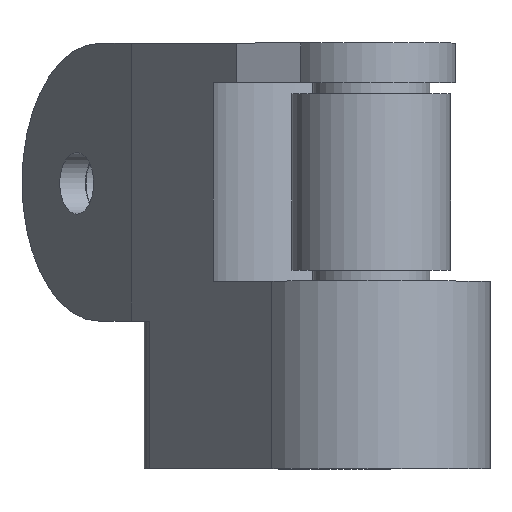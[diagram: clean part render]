
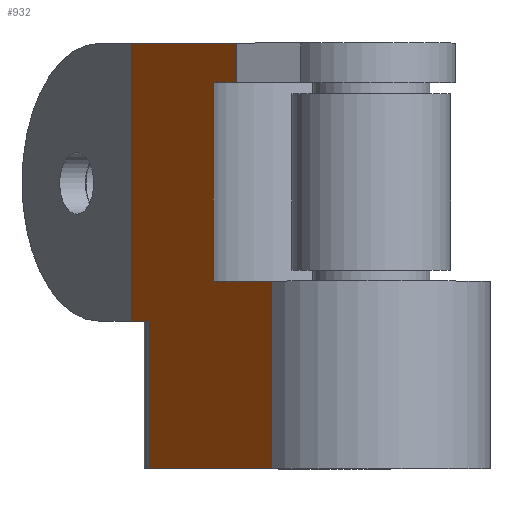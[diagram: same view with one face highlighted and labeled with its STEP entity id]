
A CAD part, top view. The second image highlights one B-rep face of the part: STEP entity #932.
In plain terms, the highlighted face is planar.
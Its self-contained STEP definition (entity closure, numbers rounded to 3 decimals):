
#83=PLANE('',#1059);
#122=FACE_OUTER_BOUND('',#185,.T.);
#185=EDGE_LOOP('',(#750,#751,#752,#753,#754,#755,#756,#757,#758,#759));
#232=LINE('',#1491,#312);
#243=LINE('',#1525,#323);
#253=LINE('',#1548,#333);
#258=LINE('',#1566,#338);
#260=LINE('',#1573,#340);
#261=LINE('',#1574,#341);
#262=LINE('',#1576,#342);
#263=LINE('',#1578,#343);
#264=LINE('',#1580,#344);
#265=LINE('',#1581,#345);
#312=VECTOR('',#1207,10.);
#323=VECTOR('',#1234,10.);
#333=VECTOR('',#1254,10.);
#338=VECTOR('',#1269,10.);
#340=VECTOR('',#1277,10.);
#341=VECTOR('',#1278,10.);
#342=VECTOR('',#1279,10.);
#343=VECTOR('',#1280,10.);
#344=VECTOR('',#1281,10.);
#345=VECTOR('',#1282,10.);
#445=VERTEX_POINT('',#1489);
#446=VERTEX_POINT('',#1490);
#461=VERTEX_POINT('',#1524);
#469=VERTEX_POINT('',#1546);
#475=VERTEX_POINT('',#1562);
#477=VERTEX_POINT('',#1565);
#479=VERTEX_POINT('',#1572);
#480=VERTEX_POINT('',#1575);
#481=VERTEX_POINT('',#1577);
#482=VERTEX_POINT('',#1579);
#540=EDGE_CURVE('',#445,#446,#232,.T.);
#556=EDGE_CURVE('',#446,#461,#243,.T.);
#569=EDGE_CURVE('',#469,#445,#253,.T.);
#577=EDGE_CURVE('',#477,#475,#258,.T.);
#581=EDGE_CURVE('',#477,#479,#260,.T.);
#582=EDGE_CURVE('',#461,#475,#261,.T.);
#583=EDGE_CURVE('',#480,#469,#262,.T.);
#584=EDGE_CURVE('',#481,#480,#263,.T.);
#585=EDGE_CURVE('',#481,#482,#264,.T.);
#586=EDGE_CURVE('',#482,#479,#265,.T.);
#750=ORIENTED_EDGE('',*,*,#581,.F.);
#751=ORIENTED_EDGE('',*,*,#577,.T.);
#752=ORIENTED_EDGE('',*,*,#582,.F.);
#753=ORIENTED_EDGE('',*,*,#556,.F.);
#754=ORIENTED_EDGE('',*,*,#540,.F.);
#755=ORIENTED_EDGE('',*,*,#569,.F.);
#756=ORIENTED_EDGE('',*,*,#583,.F.);
#757=ORIENTED_EDGE('',*,*,#584,.F.);
#758=ORIENTED_EDGE('',*,*,#585,.T.);
#759=ORIENTED_EDGE('',*,*,#586,.T.);
#932=ADVANCED_FACE('',(#122),#83,.F.);
#1059=AXIS2_PLACEMENT_3D('',#1571,#1275,#1276);
#1207=DIRECTION('',(0.,1.,0.));
#1234=DIRECTION('',(0.46,0.,-0.888));
#1254=DIRECTION('',(-0.46,0.,0.888));
#1269=DIRECTION('',(0.46,0.,-0.888));
#1275=DIRECTION('center_axis',(-0.888,0.,-0.46));
#1276=DIRECTION('ref_axis',(-0.46,0.,0.888));
#1277=DIRECTION('',(0.,-1.,0.));
#1278=DIRECTION('',(0.,-1.,0.));
#1279=DIRECTION('',(0.,1.,0.));
#1280=DIRECTION('',(-0.46,0.,0.888));
#1281=DIRECTION('',(0.,1.,0.));
#1282=DIRECTION('',(-0.46,0.,0.888));
#1489=CARTESIAN_POINT('',(-9.078,-6.55,28.823));
#1490=CARTESIAN_POINT('',(-9.078,7.45,28.823));
#1491=CARTESIAN_POINT('',(-9.078,-4.5,28.823));
#1524=CARTESIAN_POINT('',(-4.934,7.45,20.821));
#1525=CARTESIAN_POINT('',(-6.326,7.45,23.51));
#1546=CARTESIAN_POINT('',(-8.355,-6.55,27.428));
#1548=CARTESIAN_POINT('',(-5.636,-6.55,22.177));
#1562=CARTESIAN_POINT('',(-4.934,5.45,20.821));
#1565=CARTESIAN_POINT('',(-5.864,5.45,22.617));
#1566=CARTESIAN_POINT('',(-5.636,5.45,22.177));
#1571=CARTESIAN_POINT('Origin',(-3.554,-14.,18.155));
#1572=CARTESIAN_POINT('',(-5.864,-4.55,22.617));
#1573=CARTESIAN_POINT('',(-5.864,-4.1,22.617));
#1574=CARTESIAN_POINT('',(-4.934,-3.275,20.821));
#1575=CARTESIAN_POINT('',(-8.355,-14.,27.428));
#1576=CARTESIAN_POINT('',(-8.355,-4.5,27.428));
#1577=CARTESIAN_POINT('',(-3.554,-14.,18.155));
#1578=CARTESIAN_POINT('',(-4.488,-14.,19.959));
#1579=CARTESIAN_POINT('',(-3.554,-4.55,18.155));
#1580=CARTESIAN_POINT('',(-3.554,-14.,18.155));
#1581=CARTESIAN_POINT('',(-5.636,-4.55,22.177));
